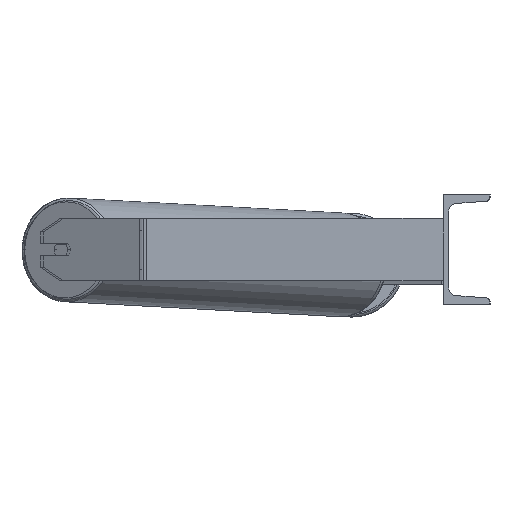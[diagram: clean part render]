
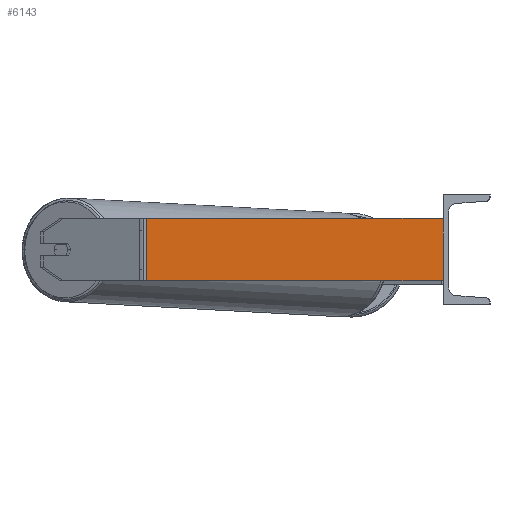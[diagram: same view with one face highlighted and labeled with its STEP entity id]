
A CAD part, left-side view. The second image highlights one B-rep face of the part: STEP entity #6143.
In plain terms, the highlighted planar face has unit normal (-1, 0, 0).
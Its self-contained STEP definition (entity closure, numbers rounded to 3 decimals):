
#419 = CARTESIAN_POINT ( 'NONE',  ( -1085., 384.512, 40. ) ) ;
#604 = DIRECTION ( 'NONE',  ( 0., -1., 0. ) ) ;
#740 = CARTESIAN_POINT ( 'NONE',  ( -1085., 384.512, -40. ) ) ;
#792 = DIRECTION ( 'NONE',  ( 0., 0., -1. ) ) ;
#1362 = CARTESIAN_POINT ( 'NONE',  ( -1085., 380.225, 40. ) ) ;
#1519 = DIRECTION ( 'NONE',  ( 0., 0., -1. ) ) ;
#1991 = DIRECTION ( 'NONE',  ( 0., 0., -1. ) ) ;
#2074 = AXIS2_PLACEMENT_3D ( 'NONE', #8928, #7541, #1991 ) ;
#2085 = VERTEX_POINT ( 'NONE', #8288 ) ;
#2786 = EDGE_LOOP ( 'NONE', ( #7216, #8995, #8399, #5589 ) ) ;
#3516 = PLANE ( 'NONE',  #2074 ) ;
#3518 = LINE ( 'NONE', #4235, #3827 ) ;
#3745 = CARTESIAN_POINT ( 'NONE',  ( -1085., 0., 40. ) ) ;
#3778 = CARTESIAN_POINT ( 'NONE',  ( -1085., 380.225, -40. ) ) ;
#3827 = VECTOR ( 'NONE', #792, 1000. ) ;
#3907 = EDGE_CURVE ( 'NONE', #5751, #6856, #5869, .T. ) ;
#4235 = CARTESIAN_POINT ( 'NONE',  ( -1085., 380.225, 40. ) ) ;
#4527 = VECTOR ( 'NONE', #4598, 1000. ) ;
#4598 = DIRECTION ( 'NONE',  ( 0., -1., 0. ) ) ;
#4638 = EDGE_CURVE ( 'NONE', #5751, #7062, #3518, .T. ) ;
#5239 = VECTOR ( 'NONE', #604, 1000. ) ;
#5503 = EDGE_CURVE ( 'NONE', #6856, #2085, #7016, .T. ) ;
#5509 = LINE ( 'NONE', #740, #5239 ) ;
#5589 = ORIENTED_EDGE ( 'NONE', *, *, #4638, .T. ) ;
#5642 = FACE_OUTER_BOUND ( 'NONE', #2786, .T. ) ;
#5751 = VERTEX_POINT ( 'NONE', #1362 ) ;
#5869 = LINE ( 'NONE', #419, #4527 ) ;
#5897 = CARTESIAN_POINT ( 'NONE',  ( -1085., 0., 40. ) ) ;
#6062 = EDGE_CURVE ( 'NONE', #7062, #2085, #5509, .T. ) ;
#6143 = ADVANCED_FACE ( 'NONE', ( #5642 ), #3516, .F. ) ;
#6149 = VECTOR ( 'NONE', #1519, 1000. ) ;
#6856 = VERTEX_POINT ( 'NONE', #5897 ) ;
#7016 = LINE ( 'NONE', #3745, #6149 ) ;
#7062 = VERTEX_POINT ( 'NONE', #3778 ) ;
#7216 = ORIENTED_EDGE ( 'NONE', *, *, #6062, .T. ) ;
#7541 = DIRECTION ( 'NONE',  ( 1., 0., 0. ) ) ;
#8288 = CARTESIAN_POINT ( 'NONE',  ( -1085., 0., -40. ) ) ;
#8399 = ORIENTED_EDGE ( 'NONE', *, *, #3907, .F. ) ;
#8928 = CARTESIAN_POINT ( 'NONE',  ( -1085., 384.512, 40. ) ) ;
#8995 = ORIENTED_EDGE ( 'NONE', *, *, #5503, .F. ) ;
